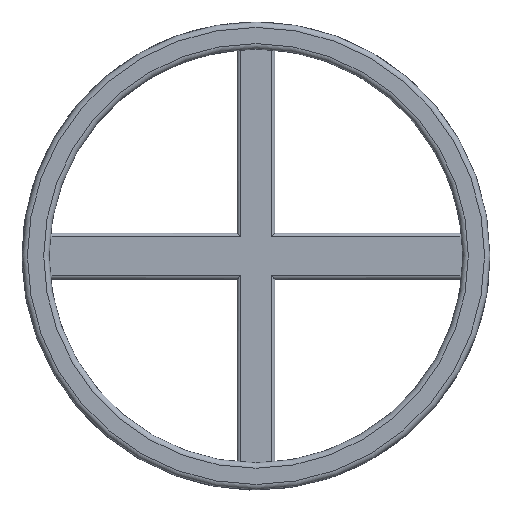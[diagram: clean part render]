
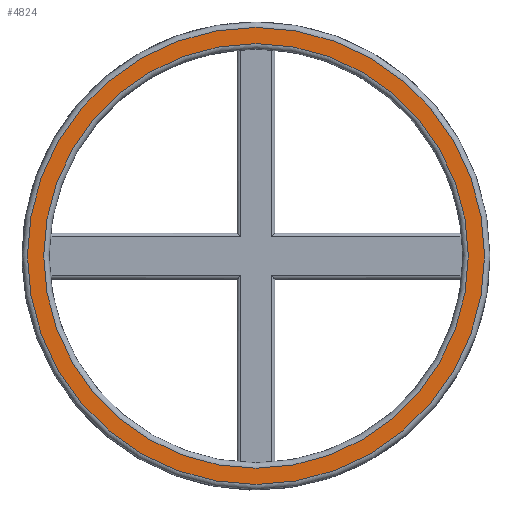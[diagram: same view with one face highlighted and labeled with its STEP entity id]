
A CAD part, top view. The second image highlights one B-rep face of the part: STEP entity #4824.
In plain terms, the highlighted planar face has unit normal (0, 0, 1).
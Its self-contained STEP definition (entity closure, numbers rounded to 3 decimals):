
#3445 = TOROIDAL_SURFACE('',#3446,42.25,1.);
#3446 = AXIS2_PLACEMENT_3D('',#3447,#3448,#3449);
#3447 = CARTESIAN_POINT('',(0.,0.,21.));
#3448 = DIRECTION('',(0.,0.,1.));
#3449 = DIRECTION('',(1.,0.,-0.));
#3844 = TOROIDAL_SURFACE('',#3845,39.25,1.);
#3845 = AXIS2_PLACEMENT_3D('',#3846,#3847,#3848);
#3846 = CARTESIAN_POINT('',(0.,0.,21.));
#3847 = DIRECTION('',(0.,0.,1.));
#3848 = DIRECTION('',(1.,0.,-0.));
#4710 = VERTEX_POINT('',#4711);
#4711 = CARTESIAN_POINT('',(42.25,0.,22.));
#4733 = EDGE_CURVE('',#4710,#4710,#4734,.T.);
#4734 = SURFACE_CURVE('',#4735,(#4740,#4747),.PCURVE_S1.);
#4735 = CIRCLE('',#4736,42.25);
#4736 = AXIS2_PLACEMENT_3D('',#4737,#4738,#4739);
#4737 = CARTESIAN_POINT('',(0.,0.,22.));
#4738 = DIRECTION('',(0.,0.,1.));
#4739 = DIRECTION('',(1.,0.,-0.));
#4740 = PCURVE('',#3445,#4741);
#4741 = DEFINITIONAL_REPRESENTATION('',(#4742),#4746);
#4742 = LINE('',#4743,#4744);
#4743 = CARTESIAN_POINT('',(0.,1.571));
#4744 = VECTOR('',#4745,1.);
#4745 = DIRECTION('',(1.,0.));
#4746 = ( GEOMETRIC_REPRESENTATION_CONTEXT(2) 
PARAMETRIC_REPRESENTATION_CONTEXT() REPRESENTATION_CONTEXT('2D SPACE',''
  ) );
#4747 = PCURVE('',#4748,#4753);
#4748 = PLANE('',#4749);
#4749 = AXIS2_PLACEMENT_3D('',#4750,#4751,#4752);
#4750 = CARTESIAN_POINT('',(0.,0.,22.)
  );
#4751 = DIRECTION('',(0.,0.,1.));
#4752 = DIRECTION('',(1.,0.,-0.));
#4753 = DEFINITIONAL_REPRESENTATION('',(#4754),#4758);
#4754 = CIRCLE('',#4755,42.25);
#4755 = AXIS2_PLACEMENT_2D('',#4756,#4757);
#4756 = CARTESIAN_POINT('',(0.,0.));
#4757 = DIRECTION('',(1.,0.));
#4758 = ( GEOMETRIC_REPRESENTATION_CONTEXT(2) 
PARAMETRIC_REPRESENTATION_CONTEXT() REPRESENTATION_CONTEXT('2D SPACE',''
  ) );
#4780 = VERTEX_POINT('',#4781);
#4781 = CARTESIAN_POINT('',(39.25,0.,22.));
#4801 = EDGE_CURVE('',#4780,#4780,#4802,.T.);
#4802 = SURFACE_CURVE('',#4803,(#4808,#4815),.PCURVE_S1.);
#4803 = CIRCLE('',#4804,39.25);
#4804 = AXIS2_PLACEMENT_3D('',#4805,#4806,#4807);
#4805 = CARTESIAN_POINT('',(0.,0.,22.));
#4806 = DIRECTION('',(0.,0.,1.));
#4807 = DIRECTION('',(1.,0.,-0.));
#4808 = PCURVE('',#3844,#4809);
#4809 = DEFINITIONAL_REPRESENTATION('',(#4810),#4814);
#4810 = LINE('',#4811,#4812);
#4811 = CARTESIAN_POINT('',(0.,1.571));
#4812 = VECTOR('',#4813,1.);
#4813 = DIRECTION('',(1.,0.));
#4814 = ( GEOMETRIC_REPRESENTATION_CONTEXT(2) 
PARAMETRIC_REPRESENTATION_CONTEXT() REPRESENTATION_CONTEXT('2D SPACE',''
  ) );
#4815 = PCURVE('',#4748,#4816);
#4816 = DEFINITIONAL_REPRESENTATION('',(#4817),#4821);
#4817 = CIRCLE('',#4818,39.25);
#4818 = AXIS2_PLACEMENT_2D('',#4819,#4820);
#4819 = CARTESIAN_POINT('',(0.,0.));
#4820 = DIRECTION('',(1.,0.));
#4821 = ( GEOMETRIC_REPRESENTATION_CONTEXT(2) 
PARAMETRIC_REPRESENTATION_CONTEXT() REPRESENTATION_CONTEXT('2D SPACE',''
  ) );
#4824 = ADVANCED_FACE('',(#4825,#4828),#4748,.T.);
#4825 = FACE_BOUND('',#4826,.T.);
#4826 = EDGE_LOOP('',(#4827));
#4827 = ORIENTED_EDGE('',*,*,#4733,.T.);
#4828 = FACE_BOUND('',#4829,.T.);
#4829 = EDGE_LOOP('',(#4830));
#4830 = ORIENTED_EDGE('',*,*,#4801,.F.);
